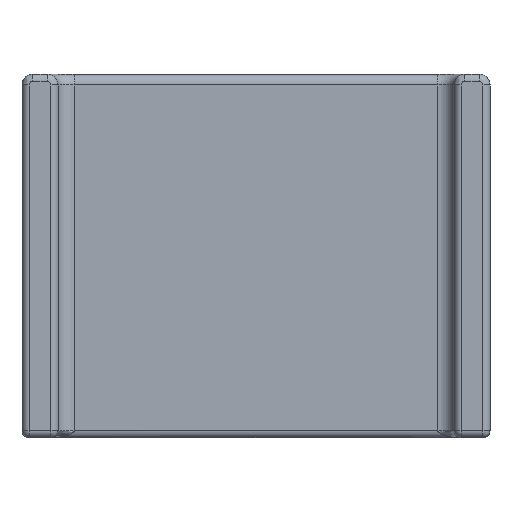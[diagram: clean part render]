
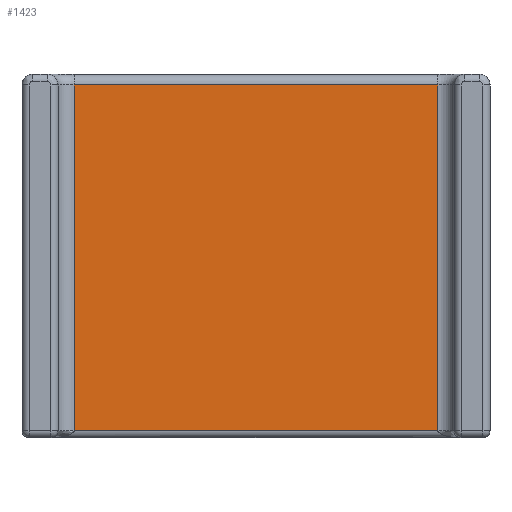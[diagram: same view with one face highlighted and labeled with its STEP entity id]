
A CAD part, front view. The second image highlights one B-rep face of the part: STEP entity #1423.
In plain terms, the highlighted planar face has unit normal (0, -1, 0).
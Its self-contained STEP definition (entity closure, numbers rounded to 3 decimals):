
#75=PLANE('',#1570);
#104=LINE('',#2292,#188);
#123=LINE('',#2485,#207);
#124=LINE('',#2488,#208);
#125=LINE('',#2489,#209);
#188=VECTOR('',#1769,10.);
#207=VECTOR('',#1852,10.);
#208=VECTOR('',#1855,10.);
#209=VECTOR('',#1856,10.);
#338=FACE_OUTER_BOUND('',#435,.T.);
#435=EDGE_LOOP('',(#1073,#1074,#1075,#1076));
#665=VERTEX_POINT('',#2284);
#667=VERTEX_POINT('',#2290);
#687=VERTEX_POINT('',#2477);
#690=VERTEX_POINT('',#2487);
#792=EDGE_CURVE('',#667,#665,#104,.T.);
#832=EDGE_CURVE('',#687,#667,#123,.T.);
#833=EDGE_CURVE('',#690,#687,#124,.T.);
#834=EDGE_CURVE('',#665,#690,#125,.T.);
#1073=ORIENTED_EDGE('',*,*,#792,.F.);
#1074=ORIENTED_EDGE('',*,*,#832,.F.);
#1075=ORIENTED_EDGE('',*,*,#833,.F.);
#1076=ORIENTED_EDGE('',*,*,#834,.F.);
#1423=ADVANCED_FACE('',(#338),#75,.T.);
#1570=AXIS2_PLACEMENT_3D('',#2486,#1853,#1854);
#1769=DIRECTION('',(1.,0.,0.));
#1852=DIRECTION('',(0.,0.,1.));
#1853=DIRECTION('center_axis',(0.,-1.,0.));
#1854=DIRECTION('ref_axis',(0.,0.,-1.));
#1855=DIRECTION('',(-1.,0.,0.));
#1856=DIRECTION('',(0.,0.,-1.));
#2284=CARTESIAN_POINT('',(50.5,-110.,88.5));
#2290=CARTESIAN_POINT('',(-50.5,-110.,88.5));
#2292=CARTESIAN_POINT('',(32.5,-110.,88.5));
#2477=CARTESIAN_POINT('',(-50.5,-110.,-7.5));
#2485=CARTESIAN_POINT('',(-50.5,-110.,4.5));
#2486=CARTESIAN_POINT('Origin',(0.,-110.,33.5));
#2487=CARTESIAN_POINT('',(50.5,-110.,-7.5));
#2488=CARTESIAN_POINT('',(0.,-110.,-7.5));
#2489=CARTESIAN_POINT('',(50.5,-110.,4.5));
